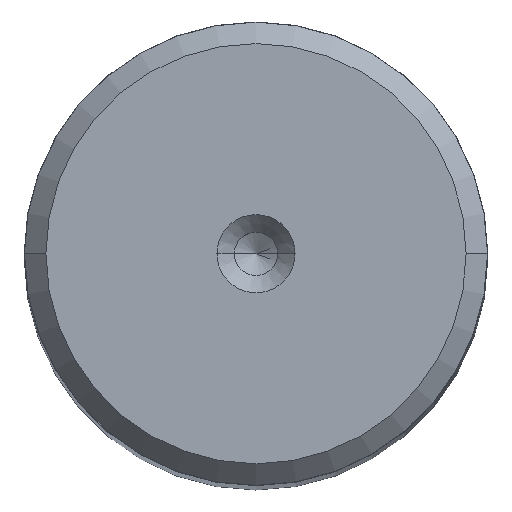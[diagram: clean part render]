
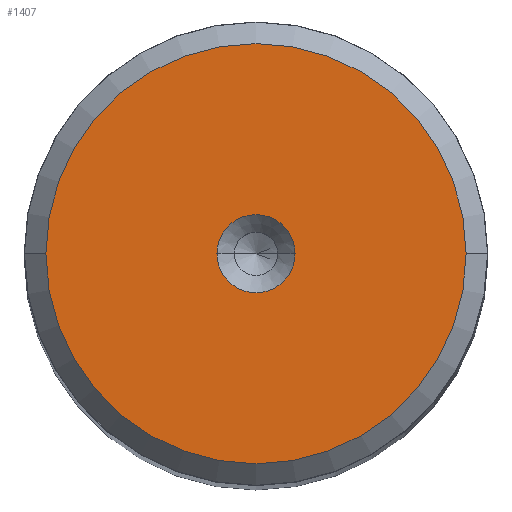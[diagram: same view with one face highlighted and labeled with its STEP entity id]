
A CAD part, top view. The second image highlights one B-rep face of the part: STEP entity #1407.
In plain terms, the highlighted planar face has unit normal (0, 0, 1).
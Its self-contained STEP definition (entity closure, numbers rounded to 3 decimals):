
#224 = FACE_BOUND ( 'NONE', #2534, .T. ) ;
#237 = VERTEX_POINT ( 'NONE', #1622 ) ;
#250 = DIRECTION ( 'NONE',  ( 0., 0., 1. ) ) ;
#372 = CARTESIAN_POINT ( 'NONE',  ( 14.512, 0., 180. ) ) ;
#458 = DIRECTION ( 'NONE',  ( 1., 0., 0. ) ) ;
#477 = EDGE_CURVE ( 'NONE', #2559, #237, #998, .T. ) ;
#606 = ORIENTED_EDGE ( 'NONE', *, *, #2057, .T. ) ;
#627 = FACE_OUTER_BOUND ( 'NONE', #2357, .T. ) ;
#726 = DIRECTION ( 'NONE',  ( 1., 0., 0. ) ) ;
#775 = CIRCLE ( 'NONE', #1313, 14.512 ) ;
#795 = CARTESIAN_POINT ( 'NONE',  ( -14.512, 0., 180. ) ) ;
#809 = CARTESIAN_POINT ( 'NONE',  ( 0., 0., 180. ) ) ;
#821 = CARTESIAN_POINT ( 'NONE',  ( 2.7, 0., 180. ) ) ;
#875 = DIRECTION ( 'NONE',  ( 0., 0., 1. ) ) ;
#919 = AXIS2_PLACEMENT_3D ( 'NONE', #809, #2344, #1015 ) ;
#976 = CARTESIAN_POINT ( 'NONE',  ( 0., 0., 180. ) ) ;
#998 = CIRCLE ( 'NONE', #1545, 2.7 ) ;
#1000 = DIRECTION ( 'NONE',  ( 1., 0., 0. ) ) ;
#1015 = DIRECTION ( 'NONE',  ( 1., 0., 0. ) ) ;
#1103 = CARTESIAN_POINT ( 'NONE',  ( 0., 0., 180. ) ) ;
#1313 = AXIS2_PLACEMENT_3D ( 'NONE', #976, #1663, #1000 ) ;
#1324 = DIRECTION ( 'NONE',  ( 1., 0., 0. ) ) ;
#1407 = ADVANCED_FACE ( 'NONE', ( #224, #627 ), #1768, .T. ) ;
#1428 = CIRCLE ( 'NONE', #919, 14.512 ) ;
#1545 = AXIS2_PLACEMENT_3D ( 'NONE', #1576, #250, #1324 ) ;
#1576 = CARTESIAN_POINT ( 'NONE',  ( 0., 0., 180. ) ) ;
#1622 = CARTESIAN_POINT ( 'NONE',  ( -2.7, 0., 180. ) ) ;
#1663 = DIRECTION ( 'NONE',  ( 0., 0., 1. ) ) ;
#1745 = ORIENTED_EDGE ( 'NONE', *, *, #477, .F. ) ;
#1768 = PLANE ( 'NONE',  #2443 ) ;
#1826 = DIRECTION ( 'NONE',  ( 0., 0., 1. ) ) ;
#1833 = CARTESIAN_POINT ( 'NONE',  ( 0., 0., 180. ) ) ;
#1934 = ORIENTED_EDGE ( 'NONE', *, *, #2714, .F. ) ;
#2029 = VERTEX_POINT ( 'NONE', #795 ) ;
#2034 = VERTEX_POINT ( 'NONE', #372 ) ;
#2057 = EDGE_CURVE ( 'NONE', #2029, #2034, #1428, .T. ) ;
#2201 = CIRCLE ( 'NONE', #2625, 2.7 ) ;
#2344 = DIRECTION ( 'NONE',  ( 0., 0., 1. ) ) ;
#2357 = EDGE_LOOP ( 'NONE', ( #606, #2497 ) ) ;
#2443 = AXIS2_PLACEMENT_3D ( 'NONE', #1103, #875, #458 ) ;
#2497 = ORIENTED_EDGE ( 'NONE', *, *, #2749, .T. ) ;
#2534 = EDGE_LOOP ( 'NONE', ( #1745, #1934 ) ) ;
#2559 = VERTEX_POINT ( 'NONE', #821 ) ;
#2625 = AXIS2_PLACEMENT_3D ( 'NONE', #1833, #1826, #726 ) ;
#2714 = EDGE_CURVE ( 'NONE', #237, #2559, #2201, .T. ) ;
#2749 = EDGE_CURVE ( 'NONE', #2034, #2029, #775, .T. ) ;
